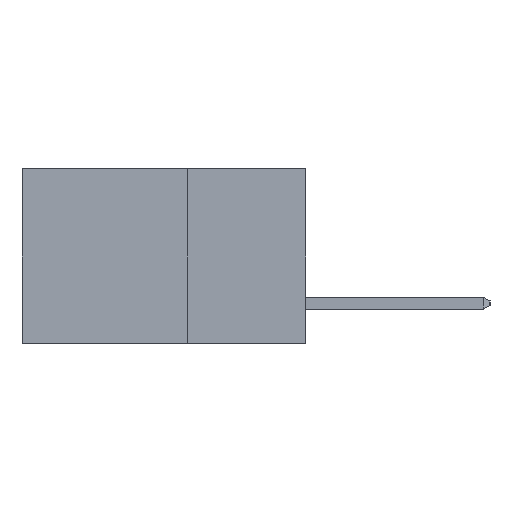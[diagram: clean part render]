
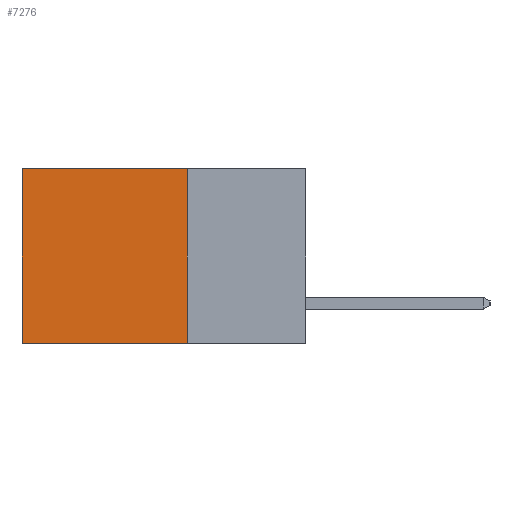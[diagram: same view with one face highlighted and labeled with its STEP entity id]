
A CAD part, left-side view. The second image highlights one B-rep face of the part: STEP entity #7276.
In plain terms, the highlighted planar face has unit normal (-1, 0, 0).
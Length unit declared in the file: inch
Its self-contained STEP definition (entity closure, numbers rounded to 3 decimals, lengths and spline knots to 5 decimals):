
#676 = EDGE_CURVE ( 'NONE', #3503, #13181, #8951, .T. ) ;
#729 = AXIS2_PLACEMENT_3D ( 'NONE', #11056, #12221, #5085 ) ;
#982 = EDGE_CURVE ( 'NONE', #12103, #6402, #13932, .T. ) ;
#2055 = CARTESIAN_POINT ( 'NONE',  ( 0.2615, 0.6, -0.37 ) ) ;
#2114 = CARTESIAN_POINT ( 'NONE',  ( 0.2615, 0.6, -0.37 ) ) ;
#2203 = LINE ( 'NONE', #5926, #5602 ) ;
#3503 = VERTEX_POINT ( 'NONE', #5639 ) ;
#4700 = ORIENTED_EDGE ( 'NONE', *, *, #11646, .T. ) ;
#5085 = DIRECTION ( 'NONE',  ( 0., 0., -1. ) ) ;
#5527 = VECTOR ( 'NONE', #14138, 39.37008 ) ;
#5602 = VECTOR ( 'NONE', #7098, 39.37008 ) ;
#5639 = CARTESIAN_POINT ( 'NONE',  ( 0.2615, 0.25, 0. ) ) ;
#5884 = LINE ( 'NONE', #2114, #5527 ) ;
#5926 = CARTESIAN_POINT ( 'NONE',  ( 0.2615, 0.25, -0.37 ) ) ;
#6237 = PLANE ( 'NONE',  #729 ) ;
#6402 = VERTEX_POINT ( 'NONE', #2055 ) ;
#6777 = CARTESIAN_POINT ( 'NONE',  ( 0.2615, 0.6, 0. ) ) ;
#7098 = DIRECTION ( 'NONE',  ( 0., 0., -1. ) ) ;
#7276 = ADVANCED_FACE ( 'NONE', ( #12057 ), #6237, .F. ) ;
#8230 = ORIENTED_EDGE ( 'NONE', *, *, #982, .F. ) ;
#8951 = LINE ( 'NONE', #9880, #14800 ) ;
#9880 = CARTESIAN_POINT ( 'NONE',  ( 0.2615, 0.25, 0. ) ) ;
#10446 = ORIENTED_EDGE ( 'NONE', *, *, #14612, .F. ) ;
#10827 = VECTOR ( 'NONE', #11030, 39.37008 ) ;
#11030 = DIRECTION ( 'NONE',  ( 0., 1., 0. ) ) ;
#11056 = CARTESIAN_POINT ( 'NONE',  ( 0.2615, 0.25, -0.37 ) ) ;
#11130 = CARTESIAN_POINT ( 'NONE',  ( 0.2615, 0.25, -0.37 ) ) ;
#11646 = EDGE_CURVE ( 'NONE', #13181, #6402, #5884, .T. ) ;
#11704 = DIRECTION ( 'NONE',  ( 0., 1., 0. ) ) ;
#12057 = FACE_OUTER_BOUND ( 'NONE', #12715, .T. ) ;
#12103 = VERTEX_POINT ( 'NONE', #13774 ) ;
#12221 = DIRECTION ( 'NONE',  ( 1., 0., 0. ) ) ;
#12340 = ORIENTED_EDGE ( 'NONE', *, *, #676, .T. ) ;
#12715 = EDGE_LOOP ( 'NONE', ( #4700, #8230, #10446, #12340 ) ) ;
#13181 = VERTEX_POINT ( 'NONE', #6777 ) ;
#13774 = CARTESIAN_POINT ( 'NONE',  ( 0.2615, 0.25, -0.37 ) ) ;
#13932 = LINE ( 'NONE', #11130, #10827 ) ;
#14138 = DIRECTION ( 'NONE',  ( 0., 0., -1. ) ) ;
#14612 = EDGE_CURVE ( 'NONE', #3503, #12103, #2203, .T. ) ;
#14800 = VECTOR ( 'NONE', #11704, 39.37008 ) ;
